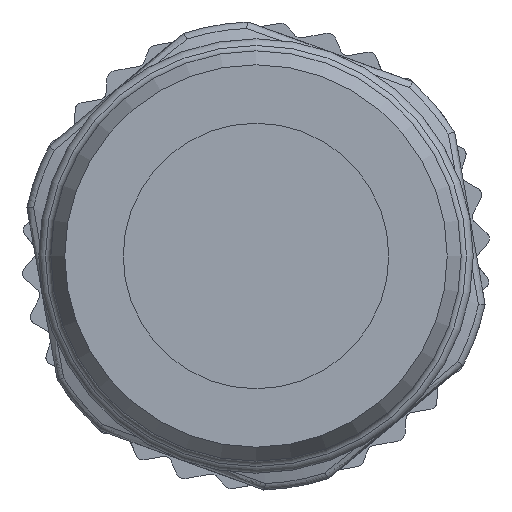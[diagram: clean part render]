
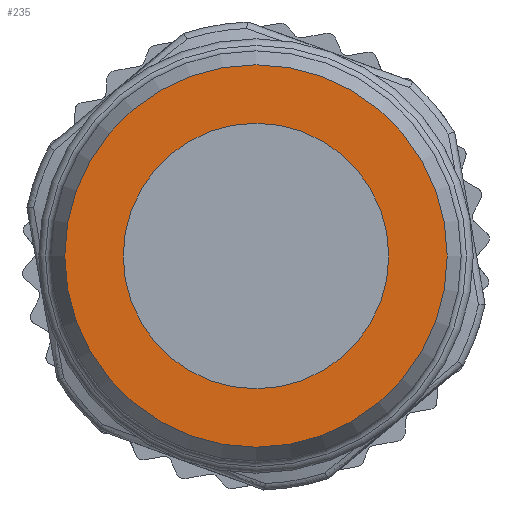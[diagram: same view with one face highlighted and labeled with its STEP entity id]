
A CAD part, left-side view. The second image highlights one B-rep face of the part: STEP entity #235.
In plain terms, the highlighted planar face has unit normal (-1, 0, 0).
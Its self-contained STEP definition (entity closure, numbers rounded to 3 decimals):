
#235 = ADVANCED_FACE('',(#236,#294),#249,.T.);
#236 = FACE_BOUND('',#237,.T.);
#237 = EDGE_LOOP('',(#238));
#238 = ORIENTED_EDGE('',*,*,#239,.T.);
#239 = EDGE_CURVE('',#240,#240,#242,.T.);
#240 = VERTEX_POINT('',#241);
#241 = CARTESIAN_POINT('',(-21.3,0.,-3.961));
#242 = SURFACE_CURVE('',#243,(#248,#260),.PCURVE_S1.);
#243 = CIRCLE('',#244,3.961);
#244 = AXIS2_PLACEMENT_3D('',#245,#246,#247);
#245 = CARTESIAN_POINT('',(-21.3,0.,0.));
#246 = DIRECTION('',(-1.,0.,0.));
#247 = DIRECTION('',(0.,0.,-1.));
#248 = PCURVE('',#249,#254);
#249 = PLANE('',#250);
#250 = AXIS2_PLACEMENT_3D('',#251,#252,#253);
#251 = CARTESIAN_POINT('',(-21.3,0.,0.));
#252 = DIRECTION('',(-1.,0.,0.));
#253 = DIRECTION('',(0.,0.,-1.));
#254 = DEFINITIONAL_REPRESENTATION('',(#255),#259);
#255 = CIRCLE('',#256,3.961);
#256 = AXIS2_PLACEMENT_2D('',#257,#258);
#257 = CARTESIAN_POINT('',(0.,0.));
#258 = DIRECTION('',(1.,0.));
#259 = ( GEOMETRIC_REPRESENTATION_CONTEXT(2) 
PARAMETRIC_REPRESENTATION_CONTEXT() REPRESENTATION_CONTEXT('2D SPACE',''
  ) );
#260 = PCURVE('',#261,#266);
#261 = CONICAL_SURFACE('',#262,3.961,0.524);
#262 = AXIS2_PLACEMENT_3D('',#263,#264,#265);
#263 = CARTESIAN_POINT('',(-21.3,0.,0.));
#264 = DIRECTION('',(1.,0.,0.));
#265 = DIRECTION('',(0.,0.,1.));
#266 = DEFINITIONAL_REPRESENTATION('',(#267),#293);
#267 = B_SPLINE_CURVE_WITH_KNOTS('',3,(#268,#269,#270,#271,#272,#273,
    #274,#275,#276,#277,#278,#279,#280,#281,#282,#283,#284,#285,#286,
    #287,#288,#289,#290,#291,#292),.UNSPECIFIED.,.F.,.F.,(4,1,1,1,1,1,1,
    1,1,1,1,1,1,1,1,1,1,1,1,1,1,1,4),(0.,0.286,
    0.571,0.857,1.142,1.428,
    1.714,1.999,2.285,2.57,
    2.856,3.142,3.427,3.713,
    3.998,4.284,4.57,4.855,
    5.141,5.426,5.712,5.998,
    6.283),.QUASI_UNIFORM_KNOTS.);
#268 = CARTESIAN_POINT('',(9.425,0.));
#269 = CARTESIAN_POINT('',(9.33,0.));
#270 = CARTESIAN_POINT('',(9.139,0.));
#271 = CARTESIAN_POINT('',(8.854,0.));
#272 = CARTESIAN_POINT('',(8.568,0.));
#273 = CARTESIAN_POINT('',(8.282,0.));
#274 = CARTESIAN_POINT('',(7.997,0.));
#275 = CARTESIAN_POINT('',(7.711,0.));
#276 = CARTESIAN_POINT('',(7.426,0.));
#277 = CARTESIAN_POINT('',(7.14,0.));
#278 = CARTESIAN_POINT('',(6.854,0.));
#279 = CARTESIAN_POINT('',(6.569,0.));
#280 = CARTESIAN_POINT('',(6.283,0.));
#281 = CARTESIAN_POINT('',(5.998,0.));
#282 = CARTESIAN_POINT('',(5.712,0.));
#283 = CARTESIAN_POINT('',(5.426,0.));
#284 = CARTESIAN_POINT('',(5.141,0.));
#285 = CARTESIAN_POINT('',(4.855,0.));
#286 = CARTESIAN_POINT('',(4.57,0.));
#287 = CARTESIAN_POINT('',(4.284,0.));
#288 = CARTESIAN_POINT('',(3.998,0.));
#289 = CARTESIAN_POINT('',(3.713,0.));
#290 = CARTESIAN_POINT('',(3.427,0.));
#291 = CARTESIAN_POINT('',(3.237,0.));
#292 = CARTESIAN_POINT('',(3.142,0.));
#293 = ( GEOMETRIC_REPRESENTATION_CONTEXT(2) 
PARAMETRIC_REPRESENTATION_CONTEXT() REPRESENTATION_CONTEXT('2D SPACE',''
  ) );
#294 = FACE_BOUND('',#295,.T.);
#295 = EDGE_LOOP('',(#296));
#296 = ORIENTED_EDGE('',*,*,#297,.T.);
#297 = EDGE_CURVE('',#298,#298,#300,.T.);
#298 = VERTEX_POINT('',#299);
#299 = CARTESIAN_POINT('',(-21.3,0.,2.75));
#300 = SURFACE_CURVE('',#301,(#306,#317),.PCURVE_S1.);
#301 = CIRCLE('',#302,2.75);
#302 = AXIS2_PLACEMENT_3D('',#303,#304,#305);
#303 = CARTESIAN_POINT('',(-21.3,0.,0.
    ));
#304 = DIRECTION('',(1.,0.,0.));
#305 = DIRECTION('',(0.,0.,1.));
#306 = PCURVE('',#249,#307);
#307 = DEFINITIONAL_REPRESENTATION('',(#308),#316);
#308 = ( BOUNDED_CURVE() B_SPLINE_CURVE(2,(#309,#310,#311,#312,#313,#314
,#315),.UNSPECIFIED.,.F.,.F.) B_SPLINE_CURVE_WITH_KNOTS((1,2,2,2,2,1),(
    -2.094,0.,2.094,4.189,6.283,
8.378),.UNSPECIFIED.) CURVE() GEOMETRIC_REPRESENTATION_ITEM() 
RATIONAL_B_SPLINE_CURVE((1.,0.5,1.,0.5,1.,0.5,1.)) REPRESENTATION_ITEM(
  '') );
#309 = CARTESIAN_POINT('',(-2.75,0.));
#310 = CARTESIAN_POINT('',(-2.75,4.763));
#311 = CARTESIAN_POINT('',(1.375,2.382));
#312 = CARTESIAN_POINT('',(5.5,0.));
#313 = CARTESIAN_POINT('',(1.375,-2.382));
#314 = CARTESIAN_POINT('',(-2.75,-4.763));
#315 = CARTESIAN_POINT('',(-2.75,0.));
#316 = ( GEOMETRIC_REPRESENTATION_CONTEXT(2) 
PARAMETRIC_REPRESENTATION_CONTEXT() REPRESENTATION_CONTEXT('2D SPACE',''
  ) );
#317 = PCURVE('',#318,#323);
#318 = CYLINDRICAL_SURFACE('',#319,2.75);
#319 = AXIS2_PLACEMENT_3D('',#320,#321,#322);
#320 = CARTESIAN_POINT('',(-7.6,0.,0.)
  );
#321 = DIRECTION('',(-1.,0.,0.));
#322 = DIRECTION('',(0.,0.,1.));
#323 = DEFINITIONAL_REPRESENTATION('',(#324),#350);
#324 = B_SPLINE_CURVE_WITH_KNOTS('',3,(#325,#326,#327,#328,#329,#330,
    #331,#332,#333,#334,#335,#336,#337,#338,#339,#340,#341,#342,#343,
    #344,#345,#346,#347,#348,#349),.UNSPECIFIED.,.F.,.F.,(4,1,1,1,1,1,1,
    1,1,1,1,1,1,1,1,1,1,1,1,1,1,1,4),(0.,0.286,
    0.571,0.857,1.142,1.428,
    1.714,1.999,2.285,2.57,
    2.856,3.142,3.427,3.713,
    3.998,4.284,4.57,4.855,
    5.141,5.426,5.712,5.998,
    6.283),.QUASI_UNIFORM_KNOTS.);
#325 = CARTESIAN_POINT('',(6.283,13.7));
#326 = CARTESIAN_POINT('',(6.188,13.7));
#327 = CARTESIAN_POINT('',(5.998,13.7));
#328 = CARTESIAN_POINT('',(5.712,13.7));
#329 = CARTESIAN_POINT('',(5.426,13.7));
#330 = CARTESIAN_POINT('',(5.141,13.7));
#331 = CARTESIAN_POINT('',(4.855,13.7));
#332 = CARTESIAN_POINT('',(4.57,13.7));
#333 = CARTESIAN_POINT('',(4.284,13.7));
#334 = CARTESIAN_POINT('',(3.998,13.7));
#335 = CARTESIAN_POINT('',(3.713,13.7));
#336 = CARTESIAN_POINT('',(3.427,13.7));
#337 = CARTESIAN_POINT('',(3.142,13.7));
#338 = CARTESIAN_POINT('',(2.856,13.7));
#339 = CARTESIAN_POINT('',(2.57,13.7));
#340 = CARTESIAN_POINT('',(2.285,13.7));
#341 = CARTESIAN_POINT('',(1.999,13.7));
#342 = CARTESIAN_POINT('',(1.714,13.7));
#343 = CARTESIAN_POINT('',(1.428,13.7));
#344 = CARTESIAN_POINT('',(1.142,13.7));
#345 = CARTESIAN_POINT('',(0.857,13.7));
#346 = CARTESIAN_POINT('',(0.571,13.7));
#347 = CARTESIAN_POINT('',(0.286,13.7));
#348 = CARTESIAN_POINT('',(0.095,13.7));
#349 = CARTESIAN_POINT('',(0.,13.7));
#350 = ( GEOMETRIC_REPRESENTATION_CONTEXT(2) 
PARAMETRIC_REPRESENTATION_CONTEXT() REPRESENTATION_CONTEXT('2D SPACE',''
  ) );
